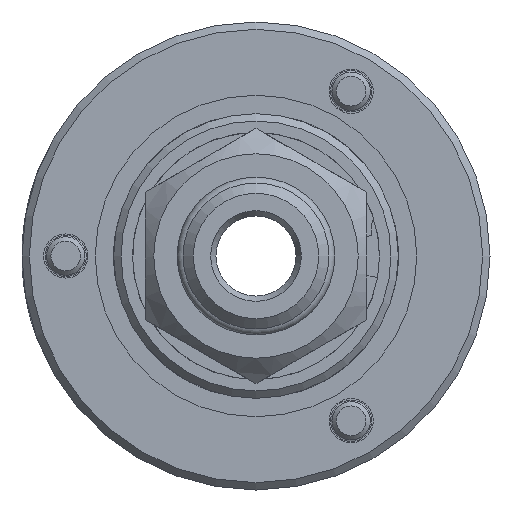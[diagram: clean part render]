
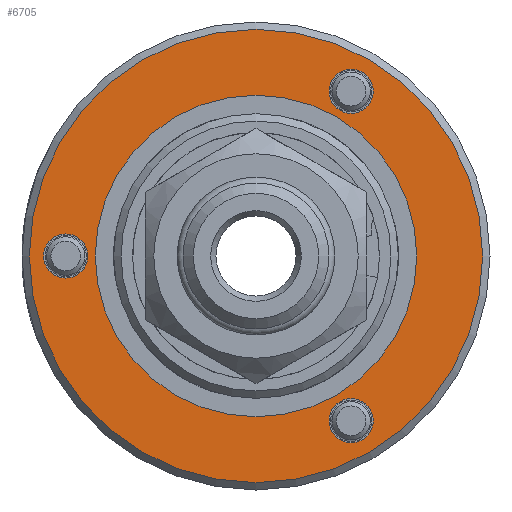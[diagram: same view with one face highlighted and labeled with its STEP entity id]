
A CAD part, left-side view. The second image highlights one B-rep face of the part: STEP entity #6705.
In plain terms, the highlighted planar face has unit normal (-1, 0, 0).
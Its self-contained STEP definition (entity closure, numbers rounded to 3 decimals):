
#517=FACE_BOUND('',#1983,.T.);
#518=FACE_BOUND('',#1984,.T.);
#519=FACE_BOUND('',#1985,.T.);
#520=FACE_BOUND('',#1986,.T.);
#575=PLANE('',#7149);
#1589=FACE_OUTER_BOUND('',#1982,.T.);
#1982=EDGE_LOOP('',(#4540));
#1983=EDGE_LOOP('',(#4541));
#1984=EDGE_LOOP('',(#4542));
#1985=EDGE_LOOP('',(#4543));
#1986=EDGE_LOOP('',(#4544,#4545));
#2415=CIRCLE('',#7107,17.45);
#2416=CIRCLE('',#7108,17.45);
#2444=CIRCLE('',#7150,24.6);
#2445=CIRCLE('',#7151,2.4);
#2446=CIRCLE('',#7152,2.4);
#2447=CIRCLE('',#7153,2.4);
#2719=VERTEX_POINT('',#9305);
#2720=VERTEX_POINT('',#9306);
#2761=VERTEX_POINT('',#9824);
#2762=VERTEX_POINT('',#9826);
#2763=VERTEX_POINT('',#9828);
#2764=VERTEX_POINT('',#9830);
#3423=EDGE_CURVE('',#2719,#2720,#2415,.T.);
#3424=EDGE_CURVE('',#2720,#2719,#2416,.T.);
#3482=EDGE_CURVE('',#2761,#2761,#2444,.T.);
#3483=EDGE_CURVE('',#2762,#2762,#2445,.T.);
#3484=EDGE_CURVE('',#2763,#2763,#2446,.T.);
#3485=EDGE_CURVE('',#2764,#2764,#2447,.T.);
#4540=ORIENTED_EDGE('',*,*,#3482,.F.);
#4541=ORIENTED_EDGE('',*,*,#3483,.T.);
#4542=ORIENTED_EDGE('',*,*,#3484,.T.);
#4543=ORIENTED_EDGE('',*,*,#3485,.T.);
#4544=ORIENTED_EDGE('',*,*,#3423,.T.);
#4545=ORIENTED_EDGE('',*,*,#3424,.T.);
#6705=ADVANCED_FACE('',(#1589,#517,#518,#519,#520),#575,.T.);
#7107=AXIS2_PLACEMENT_3D('',#9307,#7716,#7717);
#7108=AXIS2_PLACEMENT_3D('',#9308,#7718,#7719);
#7149=AXIS2_PLACEMENT_3D('',#9823,#7811,#7812);
#7150=AXIS2_PLACEMENT_3D('',#9825,#7813,#7814);
#7151=AXIS2_PLACEMENT_3D('',#9827,#7815,#7816);
#7152=AXIS2_PLACEMENT_3D('',#9829,#7817,#7818);
#7153=AXIS2_PLACEMENT_3D('',#9831,#7819,#7820);
#7716=DIRECTION('center_axis',(1.,0.,0.));
#7717=DIRECTION('ref_axis',(0.,1.,0.));
#7718=DIRECTION('center_axis',(1.,0.,0.));
#7719=DIRECTION('ref_axis',(0.,1.,0.));
#7811=DIRECTION('center_axis',(-1.,0.,0.));
#7812=DIRECTION('ref_axis',(0.,0.,1.));
#7813=DIRECTION('center_axis',(1.,0.,0.));
#7814=DIRECTION('ref_axis',(0.,-1.,0.));
#7815=DIRECTION('center_axis',(1.,0.,0.));
#7816=DIRECTION('ref_axis',(0.,-0.866,0.5));
#7817=DIRECTION('center_axis',(1.,0.,0.));
#7818=DIRECTION('ref_axis',(0.,0.866,0.5));
#7819=DIRECTION('center_axis',(1.,0.,0.));
#7820=DIRECTION('ref_axis',(0.,0.,-1.));
#9305=CARTESIAN_POINT('',(12.9,17.45,0.));
#9306=CARTESIAN_POINT('',(12.9,-17.45,0.));
#9307=CARTESIAN_POINT('Origin',(12.9,0.,0.));
#9308=CARTESIAN_POINT('Origin',(12.9,0.,0.));
#9823=CARTESIAN_POINT('Origin',(12.9,21.425,0.));
#9824=CARTESIAN_POINT('',(12.9,24.6,0.));
#9825=CARTESIAN_POINT('Origin',(12.9,0.,0.));
#9826=CARTESIAN_POINT('',(12.9,-8.247,-19.083));
#9827=CARTESIAN_POINT('Origin',(12.9,-10.325,-17.883));
#9828=CARTESIAN_POINT('',(12.9,-12.403,16.683));
#9829=CARTESIAN_POINT('Origin',(12.9,-10.325,17.883));
#9830=CARTESIAN_POINT('',(12.9,20.65,2.4));
#9831=CARTESIAN_POINT('Origin',(12.9,20.65,0.));
